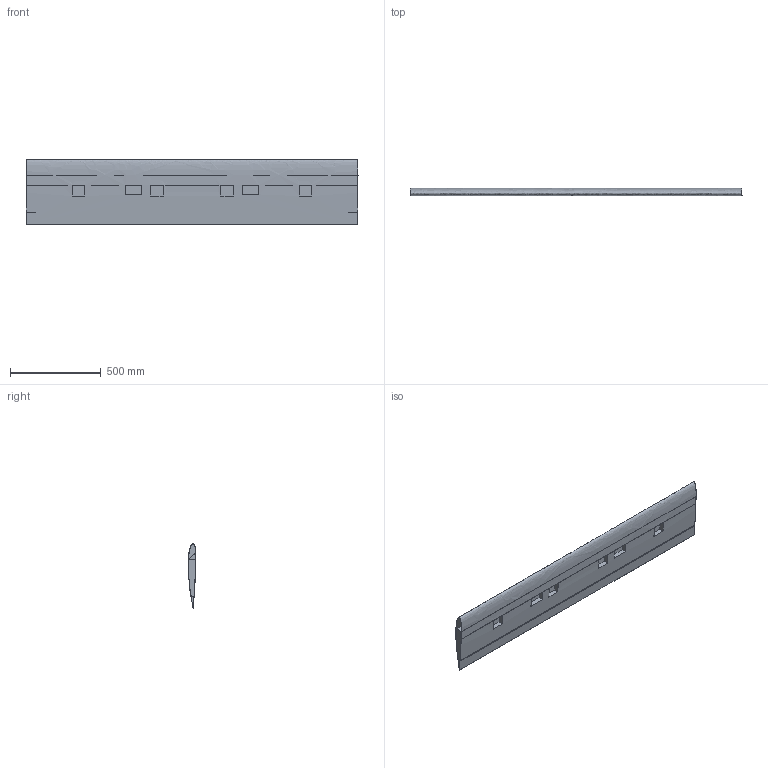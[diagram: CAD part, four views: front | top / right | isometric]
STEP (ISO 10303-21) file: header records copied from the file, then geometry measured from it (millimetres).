
FILE_DESCRIPTION (( 'STEP AP214' ), '1' );
FILE_NAME ('bdf 24-25 wing.STEP', '2025-02-09T09:11:39', ( '' ), ( '' ), 'SwSTEP 2.0', 'SolidWorks 2024', '' );
FILE_SCHEMA (( 'AUTOMOTIVE_DESIGN' ));
Length unit declared in the file: inch
Products named in the file (1): bdf 24-25 wing
Bounding box: 1828.8 x 43.87 x 355.7 mm (x, y, z)
Volume: 18276201.4 mm3; surface area: 4572560.3 mm2
Topology: 5 solids, 5 shells, 96 faces, 246 edges, 160 vertices
Faces by surface type: plane 88, bspline 8
Entity records: 4441 total; most frequent: CARTESIAN_POINT 2139, ORIENTED_EDGE 492, DIRECTION 372, EDGE_CURVE 246, VECTOR 194, LINE 194, VERTEX_POINT 160, EDGE_LOOP 110
